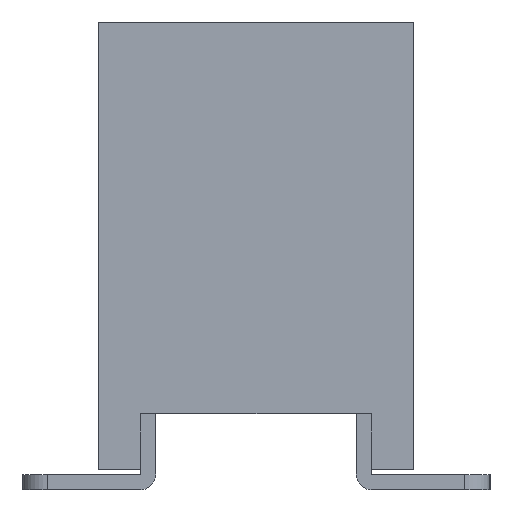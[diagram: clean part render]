
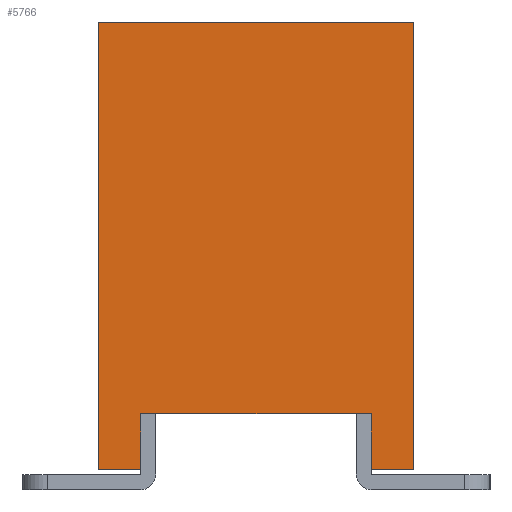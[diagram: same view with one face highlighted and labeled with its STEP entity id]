
A CAD part, left-side view. The second image highlights one B-rep face of the part: STEP entity #5766.
In plain terms, the highlighted planar face has unit normal (-1, 0, 0).
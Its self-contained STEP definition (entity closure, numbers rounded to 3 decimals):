
#525=ORIENTED_EDGE('',*,*,#1994,.T.);
#526=ORIENTED_EDGE('',*,*,#2189,.T.);
#527=ORIENTED_EDGE('',*,*,#2190,.F.);
#528=ORIENTED_EDGE('',*,*,#2191,.T.);
#529=ORIENTED_EDGE('',*,*,#1902,.T.);
#530=ORIENTED_EDGE('',*,*,#2192,.F.);
#531=ORIENTED_EDGE('',*,*,#2193,.F.);
#532=ORIENTED_EDGE('',*,*,#2194,.T.);
#1902=EDGE_CURVE('',#2735,#2733,#3258,.T.);
#1994=EDGE_CURVE('',#2827,#2826,#3350,.T.);
#2189=EDGE_CURVE('',#2826,#3021,#3545,.T.);
#2190=EDGE_CURVE('',#3022,#3021,#3546,.T.);
#2191=EDGE_CURVE('',#3022,#2735,#3547,.T.);
#2192=EDGE_CURVE('',#3023,#2733,#3548,.T.);
#2193=EDGE_CURVE('',#3024,#3023,#3549,.T.);
#2194=EDGE_CURVE('',#3024,#2827,#3550,.T.);
#2733=VERTEX_POINT('',#8093);
#2735=VERTEX_POINT('',#8096);
#2826=VERTEX_POINT('',#8280);
#2827=VERTEX_POINT('',#8282);
#3021=VERTEX_POINT('',#8691);
#3022=VERTEX_POINT('',#8693);
#3023=VERTEX_POINT('',#8696);
#3024=VERTEX_POINT('',#8698);
#3258=LINE('',#8095,#4028);
#3350=LINE('',#8281,#4120);
#3545=LINE('',#8690,#4315);
#3546=LINE('',#8692,#4316);
#3547=LINE('',#8694,#4317);
#3548=LINE('',#8695,#4318);
#3549=LINE('',#8697,#4319);
#3550=LINE('',#8699,#4320);
#4028=VECTOR('',#6513,1000.);
#4120=VECTOR('',#6609,1000.);
#4315=VECTOR('',#6844,1000.);
#4316=VECTOR('',#6845,1000.);
#4317=VECTOR('',#6846,1000.);
#4318=VECTOR('',#6847,1000.);
#4319=VECTOR('',#6848,1000.);
#4320=VECTOR('',#6849,1000.);
#4819=EDGE_LOOP('',(#525,#526,#527,#528,#529,#530,#531,#532));
#5171=FACE_BOUND('',#4819,.T.);
#5483=PLANE('',#6105);
#5766=ADVANCED_FACE('',(#5171),#5483,.T.);
#6105=AXIS2_PLACEMENT_3D('',#8689,#6842,#6843);
#6513=DIRECTION('',(0.,1.,0.));
#6609=DIRECTION('',(0.,-1.,0.));
#6842=DIRECTION('',(-1.,0.,0.));
#6843=DIRECTION('',(0.,0.,1.));
#6844=DIRECTION('',(0.,0.,-1.));
#6845=DIRECTION('',(0.,1.,0.));
#6846=DIRECTION('',(0.,0.,1.));
#6847=DIRECTION('',(0.,0.,1.));
#6848=DIRECTION('',(0.,1.,0.));
#6849=DIRECTION('',(0.,0.,1.));
#8093=CARTESIAN_POINT('',(-6.55,1.55,2.2));
#8095=CARTESIAN_POINT('',(-6.55,-1.55,2.2));
#8096=CARTESIAN_POINT('',(-6.55,-1.55,2.2));
#8280=CARTESIAN_POINT('',(-6.55,-1.135,-1.65));
#8281=CARTESIAN_POINT('',(-6.55,-1.55,-1.65));
#8282=CARTESIAN_POINT('',(-6.55,1.135,-1.65));
#8689=CARTESIAN_POINT('',(-6.55,-1.55,-2.2));
#8690=CARTESIAN_POINT('',(-6.55,-1.135,-2.2));
#8691=CARTESIAN_POINT('',(-6.55,-1.135,-2.2));
#8692=CARTESIAN_POINT('',(-6.55,-1.55,-2.2));
#8693=CARTESIAN_POINT('',(-6.55,-1.55,-2.2));
#8694=CARTESIAN_POINT('',(-6.55,-1.55,-2.2));
#8695=CARTESIAN_POINT('',(-6.55,1.55,-2.2));
#8696=CARTESIAN_POINT('',(-6.55,1.55,-2.2));
#8697=CARTESIAN_POINT('',(-6.55,-1.55,-2.2));
#8698=CARTESIAN_POINT('',(-6.55,1.135,-2.2));
#8699=CARTESIAN_POINT('',(-6.55,1.135,-2.2));
